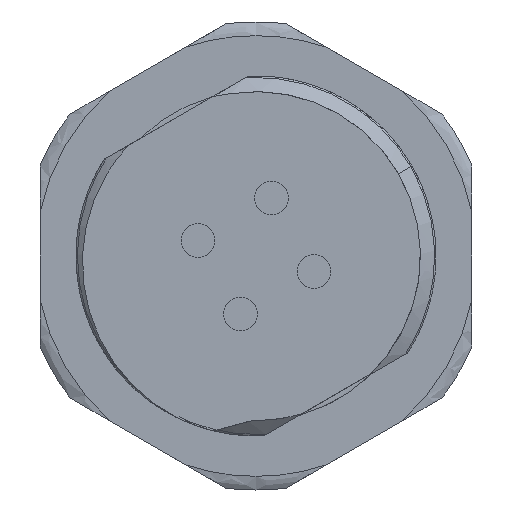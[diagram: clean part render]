
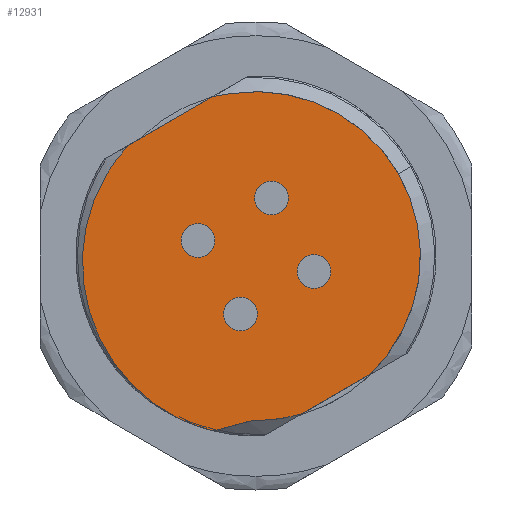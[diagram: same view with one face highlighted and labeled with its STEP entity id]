
A CAD part, front view. The second image highlights one B-rep face of the part: STEP entity #12931.
In plain terms, the highlighted planar face has unit normal (0, -1, 0).
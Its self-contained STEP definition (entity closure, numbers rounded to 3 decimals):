
#2635=DIRECTION('',(-0.866,0.,-0.5));
#2636=VECTOR('',#2635,4.069);
#2637=CARTESIAN_POINT('',(-1.798,-7.,
6.641));
#2638=LINE('',#2637,#2636);
#3180=DIRECTION('',(0.866,0.,0.5));
#3181=VECTOR('',#3180,3.286);
#3182=CARTESIAN_POINT('',(1.902,-7.,-6.581));
#3183=LINE('',#3182,#3181);
#4011=CARTESIAN_POINT('',(-5.123,-7.,-5.404));
#4012=CARTESIAN_POINT('',(-4.907,-7.,-5.624));
#4013=CARTESIAN_POINT('',(-4.44,-7.,-6.037));
#4014=CARTESIAN_POINT('',(-3.626,-7.,-6.577));
#4015=CARTESIAN_POINT('',(-2.72,-7.,-7.009));
#4016=CARTESIAN_POINT('',(-2.09,-7.,-7.21));
#4017=CARTESIAN_POINT('',(-1.766,-7.,-7.289));
#4050=CARTESIAN_POINT('',(-5.322,-7.,
4.606));
#4066=CARTESIAN_POINT('',(0.,-7.,0.));
#4067=DIRECTION('',(0.,1.,0.));
#4068=DIRECTION('',(-0.152,0.,0.988));
#4069=AXIS2_PLACEMENT_3D('',#4066,#4067,#4068);
#4071=CARTESIAN_POINT('',(0.,-7.,0.));
#4072=DIRECTION('',(0.,1.,0.));
#4073=DIRECTION('',(0.866,0.,0.5));
#4074=AXIS2_PLACEMENT_3D('',#4071,#4072,#4073);
#4076=CARTESIAN_POINT('',(0.,-7.,0.));
#4077=DIRECTION('',(0.,1.,0.));
#4078=DIRECTION('',(0.278,0.,-0.961));
#4079=AXIS2_PLACEMENT_3D('',#4076,#4077,#4078);
#4081=DIRECTION('',(-0.966,0.,-0.259));
#4082=VECTOR('',#4081,1.701);
#4083=CARTESIAN_POINT('',(-0.123,-7.,
-6.849));
#4084=LINE('',#4083,#4082);
#4085=CARTESIAN_POINT('',(-5.123,-7.,-5.404));
#4086=CARTESIAN_POINT('',(-5.364,-7.,-5.158));
#4087=CARTESIAN_POINT('',(-5.807,-7.,-4.639));
#4088=CARTESIAN_POINT('',(-6.362,-7.,-3.77));
#4089=CARTESIAN_POINT('',(-6.783,-7.,-2.854));
#4090=CARTESIAN_POINT('',(-7.076,-7.,-1.882));
#4091=CARTESIAN_POINT('',(-7.232,-7.,-0.874));
#4092=CARTESIAN_POINT('',(-7.247,-7.,0.127));
#4093=CARTESIAN_POINT('',(-7.123,-7.,1.117));
#4094=CARTESIAN_POINT('',(-6.861,-7.,2.091));
#4095=CARTESIAN_POINT('',(-6.473,-7.,3.005));
#4096=CARTESIAN_POINT('',(-5.966,-7.,3.845));
#4097=CARTESIAN_POINT('',(-5.551,-7.,4.361));
#4098=CARTESIAN_POINT('',(-5.322,-7.,4.606));
#4100=CARTESIAN_POINT('',(-0.647,-7.,-2.415));
#4101=DIRECTION('',(0.,-1.,0.));
#4102=DIRECTION('',(-0.5,0.,0.866));
#4103=AXIS2_PLACEMENT_3D('',#4100,#4101,#4102);
#4105=CARTESIAN_POINT('',(-0.647,-7.,-2.415));
#4106=DIRECTION('',(0.,-1.,0.));
#4107=DIRECTION('',(0.5,0.,-0.866));
#4108=AXIS2_PLACEMENT_3D('',#4105,#4106,#4107);
#4110=CARTESIAN_POINT('',(-2.415,-7.,0.647));
#4111=DIRECTION('',(0.,-1.,0.));
#4112=DIRECTION('',(-0.5,0.,0.866));
#4113=AXIS2_PLACEMENT_3D('',#4110,#4111,#4112);
#4115=CARTESIAN_POINT('',(-2.415,-7.,0.647));
#4116=DIRECTION('',(0.,-1.,0.));
#4117=DIRECTION('',(0.5,0.,-0.866));
#4118=AXIS2_PLACEMENT_3D('',#4115,#4116,#4117);
#4120=CARTESIAN_POINT('',(0.647,-7.,2.415));
#4121=DIRECTION('',(0.,-1.,0.));
#4122=DIRECTION('',(-0.5,0.,0.866));
#4123=AXIS2_PLACEMENT_3D('',#4120,#4121,#4122);
#4125=CARTESIAN_POINT('',(0.647,-7.,2.415));
#4126=DIRECTION('',(0.,-1.,0.));
#4127=DIRECTION('',(0.5,0.,-0.866));
#4128=AXIS2_PLACEMENT_3D('',#4125,#4126,#4127);
#4130=CARTESIAN_POINT('',(2.415,-7.,-0.647));
#4131=DIRECTION('',(0.,-1.,0.));
#4132=DIRECTION('',(-0.5,0.,0.866));
#4133=AXIS2_PLACEMENT_3D('',#4130,#4131,#4132);
#4135=CARTESIAN_POINT('',(2.415,-7.,-0.647));
#4136=DIRECTION('',(0.,-1.,0.));
#4137=DIRECTION('',(0.5,0.,-0.866));
#4138=AXIS2_PLACEMENT_3D('',#4135,#4136,#4137);
#4140=CARTESIAN_POINT('',(-1.798,-7.,
6.641));
#4158=CARTESIAN_POINT('',(-1.042,-7.,6.77));
#4159=CARTESIAN_POINT('',(-1.128,-7.,6.761));
#4160=CARTESIAN_POINT('',(-1.297,-7.,6.738));
#4161=CARTESIAN_POINT('',(-1.548,-7.,6.695));
#4162=CARTESIAN_POINT('',(-1.715,-7.,6.66));
#4163=CARTESIAN_POINT('',(-1.798,-7.,6.641));
#8181=VERTEX_POINT('',#4050);
#8214=VERTEX_POINT('',#4140);
#8215=VERTEX_POINT('',#4085);
#8216=VERTEX_POINT('',#4158);
#8217=CARTESIAN_POINT('',(5.932,-7.,3.425));
#8218=VERTEX_POINT('',#8217);
#8219=CARTESIAN_POINT('',(4.748,-7.,-4.937));
#8220=VERTEX_POINT('',#8219);
#8221=CARTESIAN_POINT('',(1.902,-7.,-6.581));
#8222=VERTEX_POINT('',#8221);
#8223=CARTESIAN_POINT('',(-0.123,-7.,-6.849));
#8224=VERTEX_POINT('',#8223);
#8225=CARTESIAN_POINT('',(-1.766,-7.,
-7.289));
#8226=VERTEX_POINT('',#8225);
#8227=CARTESIAN_POINT('',(-0.997,-7.,-1.809));
#8228=CARTESIAN_POINT('',(-0.297,-7.,-3.021));
#8229=VERTEX_POINT('',#8227);
#8230=VERTEX_POINT('',#8228);
#8231=CARTESIAN_POINT('',(-2.765,-7.,1.253));
#8232=CARTESIAN_POINT('',(-2.065,-7.,0.041));
#8233=VERTEX_POINT('',#8231);
#8234=VERTEX_POINT('',#8232);
#8235=CARTESIAN_POINT('',(0.297,-7.,3.021));
#8236=CARTESIAN_POINT('',(0.997,-7.,1.809));
#8237=VERTEX_POINT('',#8235);
#8238=VERTEX_POINT('',#8236);
#8239=CARTESIAN_POINT('',(2.065,-7.,-0.041));
#8240=CARTESIAN_POINT('',(2.765,-7.,-1.253));
#8241=VERTEX_POINT('',#8239);
#8242=VERTEX_POINT('',#8240);
#12887=CARTESIAN_POINT('',(0.,-7.,0.));
#12888=DIRECTION('',(0.,-1.,0.));
#12889=DIRECTION('',(0.866,0.,0.5));
#12890=AXIS2_PLACEMENT_3D('',#12887,#12888,#12889);
#12891=PLANE('',#12890);
#12892=ORIENTED_EDGE('',*,*,#11446,.F.);
#12894=ORIENTED_EDGE('',*,*,#12893,.F.);
#12896=ORIENTED_EDGE('',*,*,#12895,.T.);
#12898=ORIENTED_EDGE('',*,*,#12897,.T.);
#12899=ORIENTED_EDGE('',*,*,#12063,.F.);
#12900=ORIENTED_EDGE('',*,*,#12747,.T.);
#12902=ORIENTED_EDGE('',*,*,#12901,.T.);
#12903=ORIENTED_EDGE('',*,*,#12835,.F.);
#12904=ORIENTED_EDGE('',*,*,#12881,.T.);
#12905=EDGE_LOOP('',(#12892,#12894,#12896,#12898,#12899,#12900,#12902,#12903,
#12904));
#12906=FACE_OUTER_BOUND('',#12905,.F.);
#12908=ORIENTED_EDGE('',*,*,#12907,.T.);
#12910=ORIENTED_EDGE('',*,*,#12909,.T.);
#12911=EDGE_LOOP('',(#12908,#12910));
#12912=FACE_BOUND('',#12911,.F.);
#12914=ORIENTED_EDGE('',*,*,#12913,.T.);
#12916=ORIENTED_EDGE('',*,*,#12915,.T.);
#12917=EDGE_LOOP('',(#12914,#12916));
#12918=FACE_BOUND('',#12917,.F.);
#12920=ORIENTED_EDGE('',*,*,#12919,.T.);
#12922=ORIENTED_EDGE('',*,*,#12921,.T.);
#12923=EDGE_LOOP('',(#12920,#12922));
#12924=FACE_BOUND('',#12923,.F.);
#12926=ORIENTED_EDGE('',*,*,#12925,.T.);
#12928=ORIENTED_EDGE('',*,*,#12927,.T.);
#12929=EDGE_LOOP('',(#12926,#12928));
#12930=FACE_BOUND('',#12929,.F.);
#4018=B_SPLINE_CURVE_WITH_KNOTS('',3,(#4011,#4012,#4013,#4014,#4015,#4016,
#4017),.UNSPECIFIED.,.F.,.F.,(4,1,1,1,4),(0.,0.25,0.5,0.75,1.),
.UNSPECIFIED.);
#4070=CIRCLE('',#4069,6.85);
#4075=CIRCLE('',#4074,6.85);
#4080=CIRCLE('',#4079,6.85);
#4099=B_SPLINE_CURVE_WITH_KNOTS('',3,(#4085,#4086,#4087,#4088,#4089,#4090,#4091,
#4092,#4093,#4094,#4095,#4096,#4097,#4098),.UNSPECIFIED.,.F.,.F.,(4,1,1,1,1,1,1,
1,1,1,1,4),(0.,0.091,0.182,0.273,
0.364,0.455,0.545,0.636,
0.727,0.818,0.909,1.),.UNSPECIFIED.);
#4104=CIRCLE('',#4103,0.7);
#4109=CIRCLE('',#4108,0.7);
#4114=CIRCLE('',#4113,0.7);
#4119=CIRCLE('',#4118,0.7);
#4124=CIRCLE('',#4123,0.7);
#4129=CIRCLE('',#4128,0.7);
#4134=CIRCLE('',#4133,0.7);
#4139=CIRCLE('',#4138,0.7);
#4164=B_SPLINE_CURVE_WITH_KNOTS('',3,(#4158,#4159,#4160,#4161,#4162,#4163),
.UNSPECIFIED.,.F.,.F.,(4,1,1,4),(0.,0.333,0.667,1.),
.UNSPECIFIED.);
#11446=EDGE_CURVE('',#8214,#8181,#2638,.T.);
#12063=EDGE_CURVE('',#8222,#8220,#3183,.T.);
#12747=EDGE_CURVE('',#8222,#8224,#4080,.T.);
#12835=EDGE_CURVE('',#8215,#8226,#4018,.T.);
#12881=EDGE_CURVE('',#8215,#8181,#4099,.T.);
#12893=EDGE_CURVE('',#8216,#8214,#4164,.T.);
#12895=EDGE_CURVE('',#8216,#8218,#4070,.T.);
#12897=EDGE_CURVE('',#8218,#8220,#4075,.T.);
#12901=EDGE_CURVE('',#8224,#8226,#4084,.T.);
#12907=EDGE_CURVE('',#8229,#8230,#4104,.T.);
#12909=EDGE_CURVE('',#8230,#8229,#4109,.T.);
#12913=EDGE_CURVE('',#8233,#8234,#4114,.T.);
#12915=EDGE_CURVE('',#8234,#8233,#4119,.T.);
#12919=EDGE_CURVE('',#8237,#8238,#4124,.T.);
#12921=EDGE_CURVE('',#8238,#8237,#4129,.T.);
#12925=EDGE_CURVE('',#8241,#8242,#4134,.T.);
#12927=EDGE_CURVE('',#8242,#8241,#4139,.T.);
#12931=ADVANCED_FACE('',(#12906,#12912,#12918,#12924,#12930),#12891,.T.);
